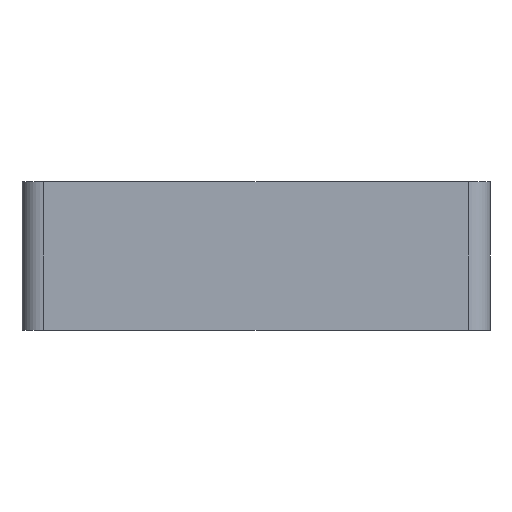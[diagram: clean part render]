
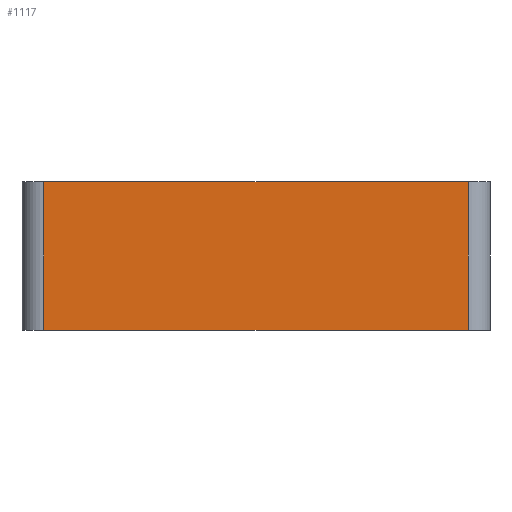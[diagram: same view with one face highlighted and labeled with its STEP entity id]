
A CAD part, front view. The second image highlights one B-rep face of the part: STEP entity #1117.
In plain terms, the highlighted planar face has unit normal (0, -1, 0).
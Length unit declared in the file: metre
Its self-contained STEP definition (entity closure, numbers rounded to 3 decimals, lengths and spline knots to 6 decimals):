
#224=ORIENTED_EDGE('',*,*,#436,.T.);
#225=ORIENTED_EDGE('',*,*,#528,.F.);
#226=ORIENTED_EDGE('',*,*,#529,.F.);
#227=ORIENTED_EDGE('',*,*,#526,.T.);
#436=EDGE_CURVE('',#601,#600,#711,.T.);
#526=EDGE_CURVE('',#672,#601,#764,.T.);
#528=EDGE_CURVE('',#673,#600,#765,.T.);
#529=EDGE_CURVE('',#672,#673,#766,.T.);
#600=VERTEX_POINT('',#1650);
#601=VERTEX_POINT('',#1652);
#672=VERTEX_POINT('',#1832);
#673=VERTEX_POINT('',#1836);
#711=LINE('',#1651,#819);
#764=LINE('',#1831,#872);
#765=LINE('',#1835,#873);
#766=LINE('',#1837,#874);
#819=VECTOR('',#1303,1.);
#872=VECTOR('',#1468,1.);
#873=VECTOR('',#1473,1.);
#874=VECTOR('',#1474,1.);
#943=EDGE_LOOP('',(#224,#225,#226,#227));
#1017=FACE_BOUND('',#943,.T.);
#1075=PLANE('',#1228);
#1117=ADVANCED_FACE('',(#1017),#1075,.F.);
#1228=AXIS2_PLACEMENT_3D('',#1834,#1471,#1472);
#1303=DIRECTION('',(1.,0.,0.));
#1468=DIRECTION('',(0.,0.,-1.));
#1471=DIRECTION('',(0.,1.,0.));
#1472=DIRECTION('',(0.,0.,1.));
#1473=DIRECTION('',(0.,0.,-1.));
#1474=DIRECTION('',(1.,0.,0.));
#1650=CARTESIAN_POINT('',(0.029,-0.05,0.0187));
#1651=CARTESIAN_POINT('',(0.,-0.05,0.0187));
#1652=CARTESIAN_POINT('',(-0.029,-0.05,0.0187));
#1831=CARTESIAN_POINT('',(-0.029,-0.05,0.039));
#1832=CARTESIAN_POINT('',(-0.029,-0.05,0.039));
#1834=CARTESIAN_POINT('',(0.,-0.05,0.039));
#1835=CARTESIAN_POINT('',(0.029,-0.05,0.039));
#1836=CARTESIAN_POINT('',(0.029,-0.05,0.039));
#1837=CARTESIAN_POINT('',(0.,-0.05,0.039));
